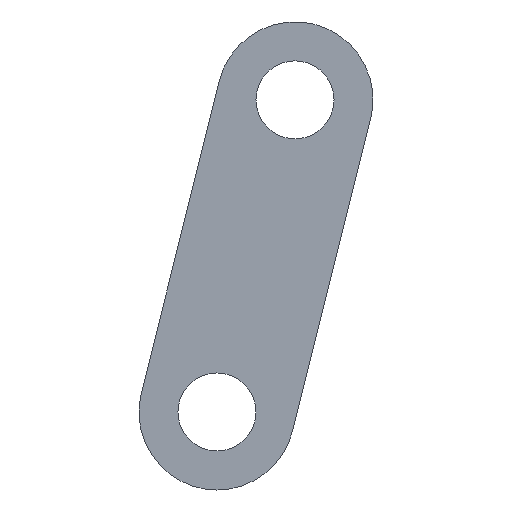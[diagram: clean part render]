
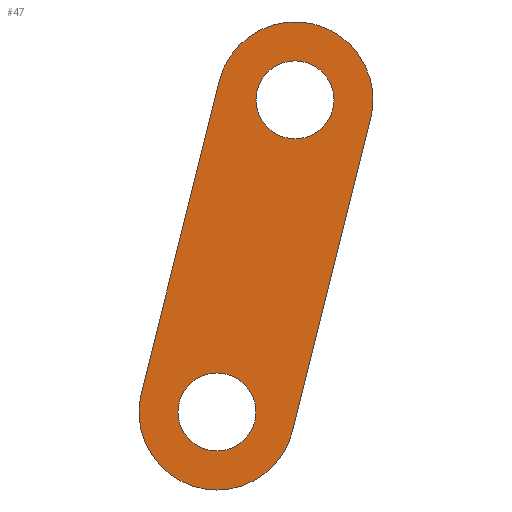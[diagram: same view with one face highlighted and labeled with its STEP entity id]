
A CAD part, left-side view. The second image highlights one B-rep face of the part: STEP entity #47.
In plain terms, the highlighted planar face has unit normal (-1, 0, 0).
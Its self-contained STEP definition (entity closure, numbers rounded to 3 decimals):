
#4 = ORIENTED_EDGE ( 'NONE', *, *, #305, .F. ) ;
#14 = EDGE_LOOP ( 'NONE', ( #186, #170 ) ) ;
#18 = CIRCLE ( 'NONE', #216, 5. ) ;
#25 = VERTEX_POINT ( 'NONE', #391 ) ;
#26 = VERTEX_POINT ( 'NONE', #361 ) ;
#29 = ORIENTED_EDGE ( 'NONE', *, *, #312, .F. ) ;
#31 = CIRCLE ( 'NONE', #169, 2.5 ) ;
#32 = CARTESIAN_POINT ( 'NONE',  ( -2.5, 0.149, -21.213 ) ) ;
#33 = VERTEX_POINT ( 'NONE', #286 ) ;
#37 = DIRECTION ( 'NONE',  ( 1., 0., 0. ) ) ;
#39 = DIRECTION ( 'NONE',  ( 0., 0., -1. ) ) ;
#41 = CARTESIAN_POINT ( 'NONE',  ( -2.5, 5., -20. ) ) ;
#42 = CIRCLE ( 'NONE', #231, 2.5 ) ;
#44 = CARTESIAN_POINT ( 'NONE',  ( -2.5, 0., -2.5 ) ) ;
#46 = FACE_BOUND ( 'NONE', #243, .T. ) ;
#47 = ADVANCED_FACE ( 'NONE', ( #46, #232, #400 ), #253, .F. ) ;
#50 = DIRECTION ( 'NONE',  ( 0., -0.243, 0.97 ) ) ;
#64 = CARTESIAN_POINT ( 'NONE',  ( -2.5, 0., 0. ) ) ;
#66 = DIRECTION ( 'NONE',  ( 0., 0., -1. ) ) ;
#68 = DIRECTION ( 'NONE',  ( 1., 0., 0. ) ) ;
#69 = VERTEX_POINT ( 'NONE', #217 ) ;
#71 = EDGE_LOOP ( 'NONE', ( #4, #29, #235, #332, #150 ) ) ;
#79 = CARTESIAN_POINT ( 'NONE',  ( -2.5, 4.851, 1.213 ) ) ;
#94 = VECTOR ( 'NONE', #340, 1000. ) ;
#104 = CARTESIAN_POINT ( 'NONE',  ( -2.5, -4.851, -1.213 ) ) ;
#113 = DIRECTION ( 'NONE',  ( 1., 0., 0. ) ) ;
#118 = CIRCLE ( 'NONE', #218, 2.5 ) ;
#122 = DIRECTION ( 'NONE',  ( 1., 0., 0. ) ) ;
#148 = DIRECTION ( 'NONE',  ( 1., 0., 0. ) ) ;
#150 = ORIENTED_EDGE ( 'NONE', *, *, #324, .F. ) ;
#151 = VERTEX_POINT ( 'NONE', #44 ) ;
#153 = CIRCLE ( 'NONE', #189, 5. ) ;
#161 = DIRECTION ( 'NONE',  ( 0., 0., -1. ) ) ;
#168 = AXIS2_PLACEMENT_3D ( 'NONE', #348, #122, #376 ) ;
#169 = AXIS2_PLACEMENT_3D ( 'NONE', #194, #419, #236 ) ;
#170 = ORIENTED_EDGE ( 'NONE', *, *, #255, .T. ) ;
#180 = AXIS2_PLACEMENT_3D ( 'NONE', #369, #148, #396 ) ;
#182 = DIRECTION ( 'NONE',  ( 1., 0., 0. ) ) ;
#183 = DIRECTION ( 'NONE',  ( 1., 0., 0. ) ) ;
#186 = ORIENTED_EDGE ( 'NONE', *, *, #334, .T. ) ;
#189 = AXIS2_PLACEMENT_3D ( 'NONE', #337, #113, #368 ) ;
#191 = CIRCLE ( 'NONE', #168, 2.5 ) ;
#194 = CARTESIAN_POINT ( 'NONE',  ( -2.5, 0., 0. ) ) ;
#203 = VECTOR ( 'NONE', #50, 1000. ) ;
#216 = AXIS2_PLACEMENT_3D ( 'NONE', #220, #183, #161 ) ;
#217 = CARTESIAN_POINT ( 'NONE',  ( -2.5, 5., -25. ) ) ;
#218 = AXIS2_PLACEMENT_3D ( 'NONE', #41, #37, #39 ) ;
#220 = CARTESIAN_POINT ( 'NONE',  ( -2.5, 5., -20. ) ) ;
#231 = AXIS2_PLACEMENT_3D ( 'NONE', #64, #68, #66 ) ;
#232 = FACE_BOUND ( 'NONE', #14, .T. ) ;
#234 = AXIS2_PLACEMENT_3D ( 'NONE', #288, #182, #249 ) ;
#235 = ORIENTED_EDGE ( 'NONE', *, *, #315, .F. ) ;
#236 = DIRECTION ( 'NONE',  ( 0., 0., -1. ) ) ;
#238 = ORIENTED_EDGE ( 'NONE', *, *, #251, .T. ) ;
#243 = EDGE_LOOP ( 'NONE', ( #393, #238 ) ) ;
#249 = DIRECTION ( 'NONE',  ( 0., 0., -1. ) ) ;
#251 = EDGE_CURVE ( 'NONE', #268, #151, #42, .T. ) ;
#253 = PLANE ( 'NONE',  #234 ) ;
#255 = EDGE_CURVE ( 'NONE', #25, #33, #118, .T. ) ;
#256 = VERTEX_POINT ( 'NONE', #104 ) ;
#268 = VERTEX_POINT ( 'NONE', #330 ) ;
#274 = EDGE_CURVE ( 'NONE', #386, #69, #18, .T. ) ;
#276 = VERTEX_POINT ( 'NONE', #408 ) ;
#286 = CARTESIAN_POINT ( 'NONE',  ( -2.5, 5., -22.5 ) ) ;
#288 = CARTESIAN_POINT ( 'NONE',  ( -2.5, 0., 0. ) ) ;
#302 = LINE ( 'NONE', #79, #203 ) ;
#303 = CARTESIAN_POINT ( 'NONE',  ( -2.5, -4.851, -1.213 ) ) ;
#305 = EDGE_CURVE ( 'NONE', #26, #256, #153, .T. ) ;
#312 = EDGE_CURVE ( 'NONE', #276, #26, #302, .T. ) ;
#315 = EDGE_CURVE ( 'NONE', #69, #276, #387, .T. ) ;
#324 = EDGE_CURVE ( 'NONE', #256, #386, #379, .T. ) ;
#328 = EDGE_CURVE ( 'NONE', #151, #268, #31, .T. ) ;
#330 = CARTESIAN_POINT ( 'NONE',  ( -2.5, 0., 2.5 ) ) ;
#332 = ORIENTED_EDGE ( 'NONE', *, *, #274, .F. ) ;
#334 = EDGE_CURVE ( 'NONE', #33, #25, #191, .T. ) ;
#337 = CARTESIAN_POINT ( 'NONE',  ( -2.5, 0., 0. ) ) ;
#340 = DIRECTION ( 'NONE',  ( 0., 0.243, -0.97 ) ) ;
#348 = CARTESIAN_POINT ( 'NONE',  ( -2.5, 5., -20. ) ) ;
#361 = CARTESIAN_POINT ( 'NONE',  ( -2.5, 4.851, 1.213 ) ) ;
#368 = DIRECTION ( 'NONE',  ( 0., 0., -1. ) ) ;
#369 = CARTESIAN_POINT ( 'NONE',  ( -2.5, 5., -20. ) ) ;
#376 = DIRECTION ( 'NONE',  ( 0., 0., -1. ) ) ;
#379 = LINE ( 'NONE', #303, #94 ) ;
#386 = VERTEX_POINT ( 'NONE', #32 ) ;
#387 = CIRCLE ( 'NONE', #180, 5. ) ;
#391 = CARTESIAN_POINT ( 'NONE',  ( -2.5, 5., -17.5 ) ) ;
#393 = ORIENTED_EDGE ( 'NONE', *, *, #328, .T. ) ;
#396 = DIRECTION ( 'NONE',  ( 0., 0., -1. ) ) ;
#400 = FACE_OUTER_BOUND ( 'NONE', #71, .T. ) ;
#408 = CARTESIAN_POINT ( 'NONE',  ( -2.5, 9.851, -18.787 ) ) ;
#419 = DIRECTION ( 'NONE',  ( 1., 0., 0. ) ) ;
